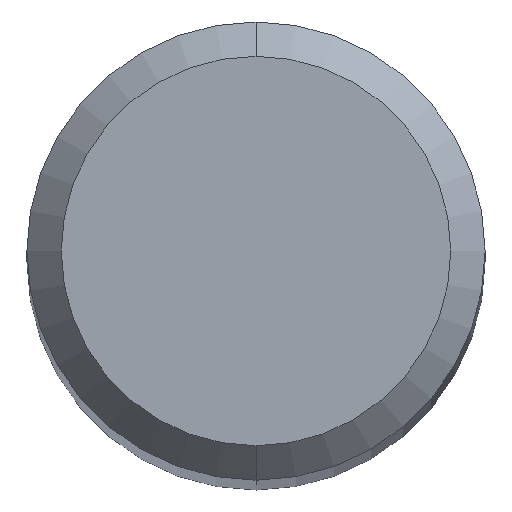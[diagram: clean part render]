
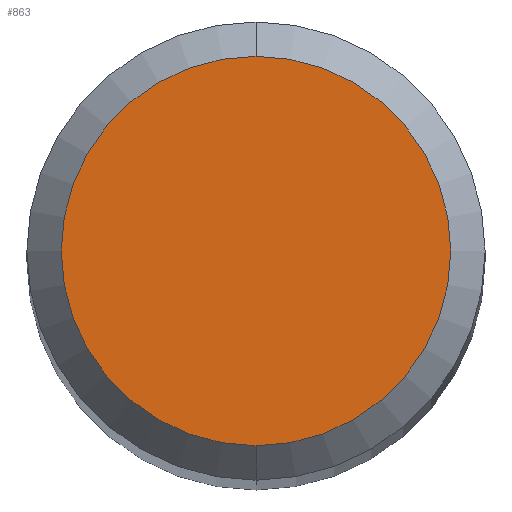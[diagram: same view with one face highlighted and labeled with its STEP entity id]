
A CAD part, top view. The second image highlights one B-rep face of the part: STEP entity #863.
In plain terms, the highlighted planar face has unit normal (0, 0, 1).
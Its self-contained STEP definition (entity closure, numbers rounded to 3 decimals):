
#407=VERTEX_POINT('',#1025);
#629=EDGE_CURVE('',#891,#407,#1261,.T.);
#863=ADVANCED_FACE('',(#1522),#1523,.T.);
#891=VERTEX_POINT('',#1556);
#901=EDGE_CURVE('',#407,#891,#1568,.T.);
#1025=CARTESIAN_POINT('',(0.0,1.7,0.0));
#1261=CIRCLE('',#4570,1.7);
#1522=FACE_OUTER_BOUND('',#5275,.T.);
#1523=PLANE('',#5276);
#1556=CARTESIAN_POINT('',(0.,-1.7,0.0));
#1568=CIRCLE('',#6009,1.7);
#4570=AXIS2_PLACEMENT_3D('',#6442,#6443,#6444);
#5275=EDGE_LOOP('',(#6764,#6765));
#5276=AXIS2_PLACEMENT_3D('',#6766,#6767,#6768);
#6009=AXIS2_PLACEMENT_3D('',#6837,#6838,#6839);
#6442=CARTESIAN_POINT('',(0.0,0.0,0.0));
#6443=DIRECTION('',(0.0,0.0,-1.0));
#6444=DIRECTION('',(0.0,1.0,0.0));
#6764=ORIENTED_EDGE('',*,*,#901,.F.);
#6765=ORIENTED_EDGE('',*,*,#629,.F.);
#6766=CARTESIAN_POINT('',(0.0,0.85,0.0));
#6767=DIRECTION('',(-0.0,0.0,1.0));
#6768=DIRECTION('',(0.0,-1.0,0.0));
#6837=CARTESIAN_POINT('',(0.0,0.0,0.0));
#6838=DIRECTION('',(0.0,0.0,-1.0));
#6839=DIRECTION('',(0.0,1.0,0.0));
